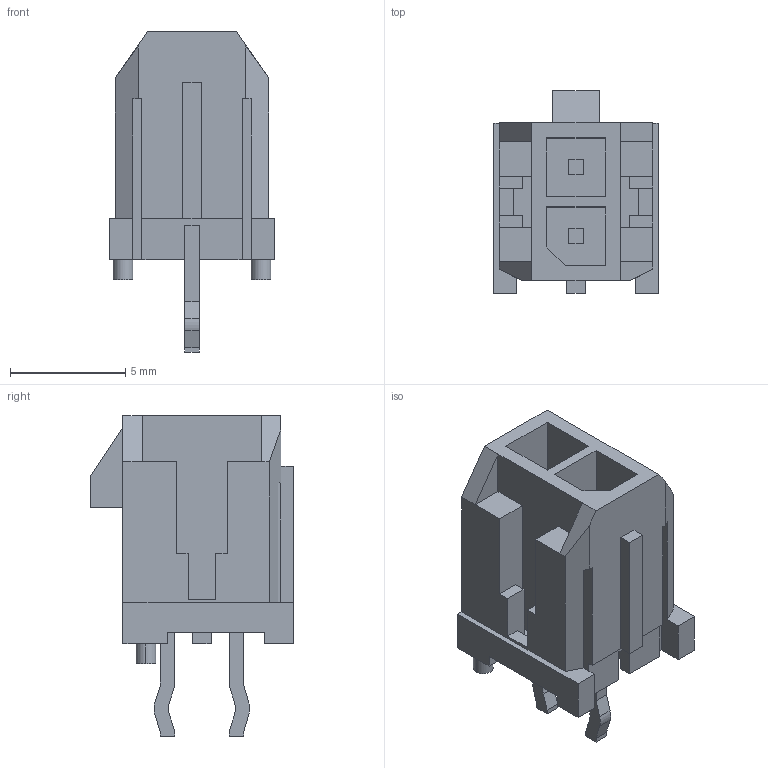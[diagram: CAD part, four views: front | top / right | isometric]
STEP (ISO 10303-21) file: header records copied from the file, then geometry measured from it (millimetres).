
FILE_DESCRIPTION((''),'2;1');
FILE_NAME('440670201','2015-08-26T',('me'),(''),'PRO/ENGINEER BY PARAMETRIC TECHNOLOGY CORPORATION, 2011490','PRO/ENGINEER BY PARAMETRIC TECHNOLOGY CORPORATION, 2011490','');
FILE_SCHEMA(('CONFIG_CONTROL_DESIGN'));
Length unit declared in the file: millimetre
Products named in the file (1): 440670201
Bounding box: 7.15 x 8.8 x 13.92 mm (x, y, z)
Volume: 298.9 mm3; surface area: 640.2 mm2
Topology: 1 solids, 1 shells, 152 faces, 423 edges, 282 vertices
Faces by surface type: plane 144, cylinder 8
Entity records: 4802 total; most frequent: CARTESIAN_POINT 846, ORIENTED_EDGE 826, DIRECTION 753, EDGE_CURVE 413, VECTOR 399, LINE 399, VERTEX_POINT 270, AXIS2_PLACEMENT_3D 177
